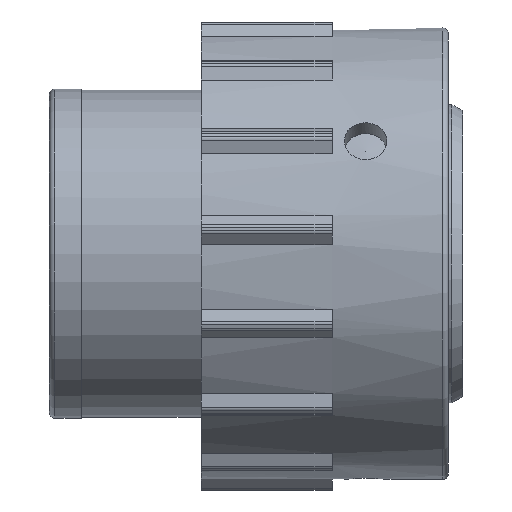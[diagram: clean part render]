
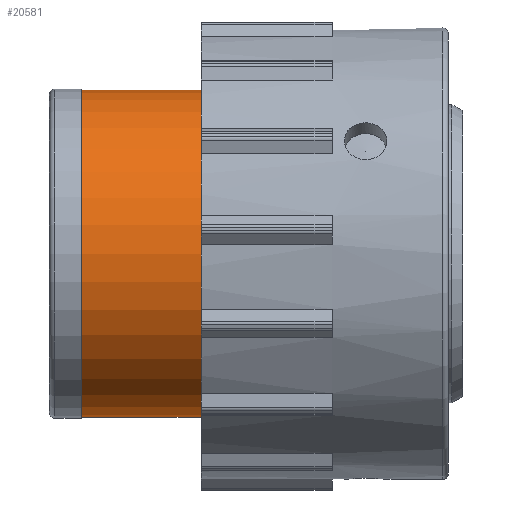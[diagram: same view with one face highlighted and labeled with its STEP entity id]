
A CAD part, front view. The second image highlights one B-rep face of the part: STEP entity #20581.
In plain terms, the highlighted cylindrical face has radius 15.35 mm (diameter 30.7 mm), a full revolution.
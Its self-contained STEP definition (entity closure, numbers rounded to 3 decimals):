
#3347=B_SPLINE_CURVE_WITH_KNOTS('',3,(#27569,#27570,#27571,#27572,#27573,
#27574,#27575,#27576,#27577,#27578,#27579),.UNSPECIFIED.,.T.,.F.,(1,1,1,
1,1,1,1,1,1,1,1,1,1,1,1),(-0.004,-0.002,-0.001,
0.,0.001,0.002,0.004,0.005,
0.006,0.007,0.008,0.009,
0.011,0.012,0.013),.UNSPECIFIED.);
#3351=ORIENTED_EDGE('',*,*,#7381,.F.);
#3352=ORIENTED_EDGE('',*,*,#7382,.F.);
#3353=ORIENTED_EDGE('',*,*,#7383,.T.);
#7381=EDGE_CURVE('',#9396,#9396,#10817,.T.);
#7382=EDGE_CURVE('',#9397,#9397,#3347,.T.);
#7383=EDGE_CURVE('',#9398,#9398,#10818,.T.);
#9396=VERTEX_POINT('',#27568);
#9397=VERTEX_POINT('',#27580);
#9398=VERTEX_POINT('',#27582);
#10817=CIRCLE('',#21497,15.35);
#10818=CIRCLE('',#21498,15.35);
#11480=EDGE_LOOP('',(#3351));
#11481=EDGE_LOOP('',(#3352));
#11482=EDGE_LOOP('',(#3353));
#12704=FACE_BOUND('',#11480,.T.);
#12705=FACE_BOUND('',#11481,.T.);
#12706=FACE_BOUND('',#11482,.T.);
#13928=CYLINDRICAL_SURFACE('',#21496,15.35);
#20581=ADVANCED_FACE('',(#12704,#12705,#12706),#13928,.T.);
#21496=AXIS2_PLACEMENT_3D('',#27566,#23071,#23072);
#21497=AXIS2_PLACEMENT_3D('',#27567,#23073,#23074);
#21498=AXIS2_PLACEMENT_3D('',#27581,#23075,#23076);
#23071=DIRECTION('',(1.,0.,0.));
#23072=DIRECTION('',(0.,1.,0.));
#23073=DIRECTION('',(1.,0.,0.));
#23074=DIRECTION('',(0.,1.,0.));
#23075=DIRECTION('',(1.,0.,0.));
#23076=DIRECTION('',(0.,1.,0.));
#27566=CARTESIAN_POINT('',(38.8,0.,0.));
#27567=CARTESIAN_POINT('',(15.95,0.,0.));
#27568=CARTESIAN_POINT('',(15.95,15.35,0.));
#27569=CARTESIAN_POINT('',(5.951,15.313,-1.177));
#27570=CARTESIAN_POINT('',(5.462,15.368,0.));
#27571=CARTESIAN_POINT('',(5.95,15.313,1.176));
#27572=CARTESIAN_POINT('',(7.124,15.258,1.662));
#27573=CARTESIAN_POINT('',(8.3,15.313,1.176));
#27574=CARTESIAN_POINT('',(8.787,15.368,0.));
#27575=CARTESIAN_POINT('',(8.302,15.313,-1.174));
#27576=CARTESIAN_POINT('',(7.127,15.258,-1.662));
#27577=CARTESIAN_POINT('',(5.951,15.313,-1.177));
#27578=CARTESIAN_POINT('',(5.462,15.368,0.));
#27579=CARTESIAN_POINT('',(5.95,15.313,1.176));
#27580=CARTESIAN_POINT('',(5.625,15.35,0.));
#27581=CARTESIAN_POINT('',(3.,0.,0.));
#27582=CARTESIAN_POINT('',(3.,15.35,0.));
